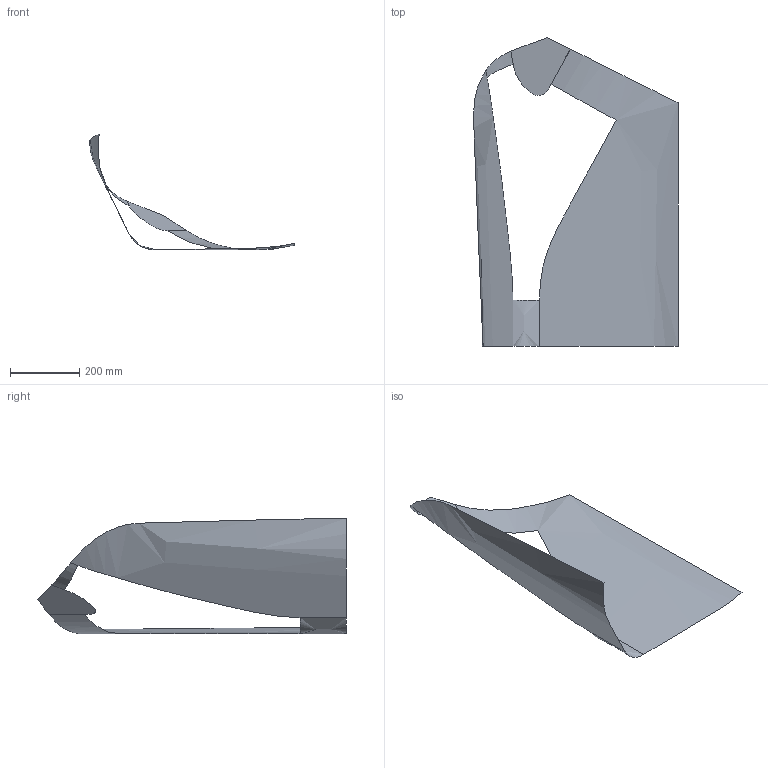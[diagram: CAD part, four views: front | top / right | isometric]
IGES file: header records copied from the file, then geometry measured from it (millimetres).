
Global section: file name: 54Htest9_1_edgesplited.igs; native system: Rhinoceros ( Nov  7 2018 ); preprocessor: Trout Lake IGES 012 Nov  7 2018; date: 190502.231747; units: centimetre
Bounding box: 591.16 x 893.21 x 334.84 mm (x, y, z)
Surface area: 478311.4 mm2 (no closed solid volume)
Topology: 0 solids, 0 shells, 6 faces, 74 edges, 74 vertices
Faces by surface type: bspline 6
